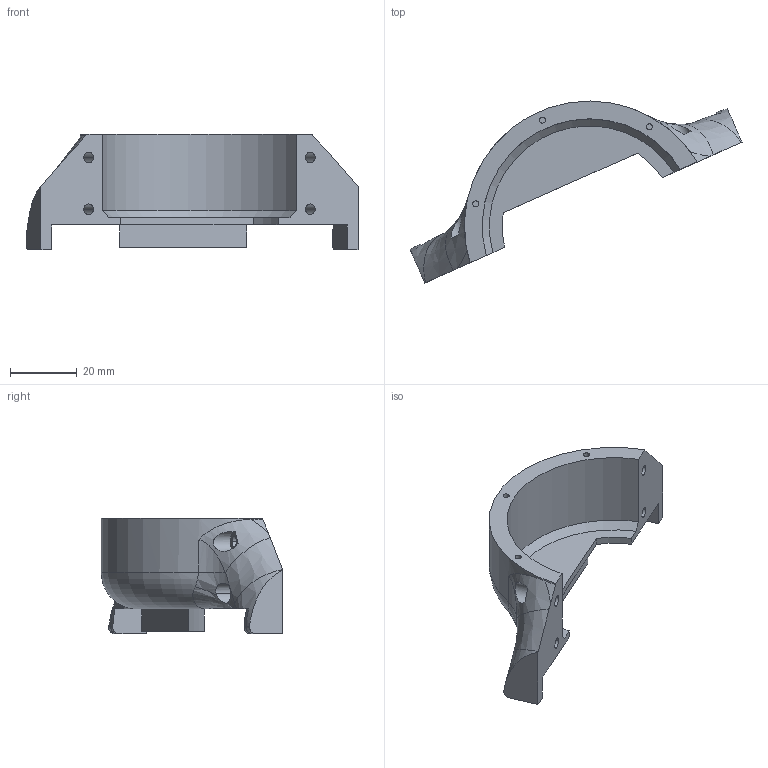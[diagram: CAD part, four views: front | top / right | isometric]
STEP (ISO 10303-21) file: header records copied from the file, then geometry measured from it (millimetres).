
FILE_DESCRIPTION (( 'STEP AP214' ), '1' );
FILE_NAME ('Lid.STEP', '2025-01-20T12:13:52', ( '' ), ( '' ), 'SwSTEP 2.0', 'SolidWorks 2020', '' );
FILE_SCHEMA (( 'AUTOMOTIVE_DESIGN' ));
Length unit declared in the file: millimetre
Products named in the file (1): Lid
Bounding box: 99.51 x 54.49 x 34.65 mm (x, y, z)
Volume: 21651.7 mm3; surface area: 11074.6 mm2
Topology: 1 solids, 1 shells, 75 faces, 192 edges, 122 vertices
Faces by surface type: cylinder 30, plane 25, bspline 16, cone 3, torus 1
Entity records: 3241 total; most frequent: CARTESIAN_POINT 1496, ORIENTED_EDGE 380, DIRECTION 318, EDGE_CURVE 190, AXIS2_PLACEMENT_3D 125, VERTEX_POINT 122, EDGE_LOOP 88, FACE_OUTER_BOUND 75
